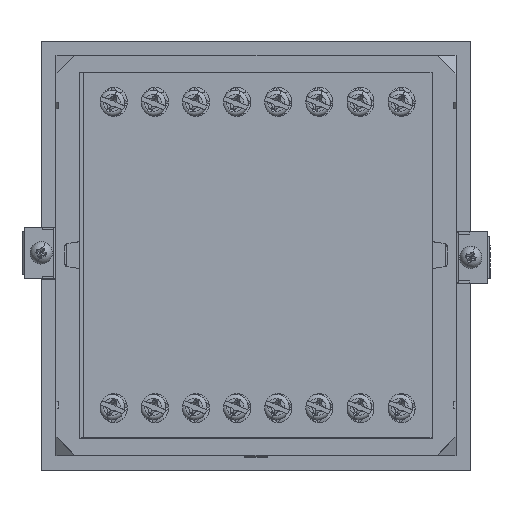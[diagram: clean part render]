
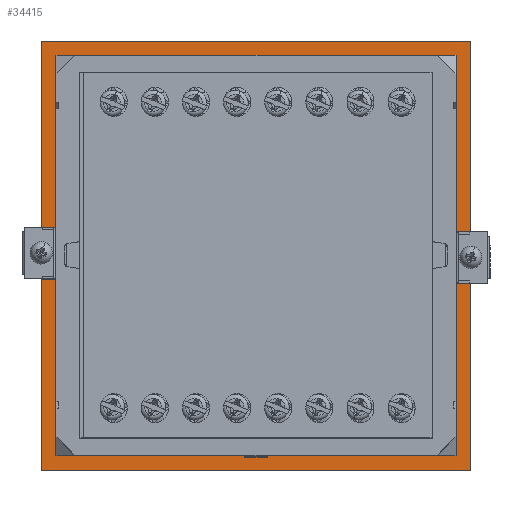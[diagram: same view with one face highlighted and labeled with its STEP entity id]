
A CAD part, top view. The second image highlights one B-rep face of the part: STEP entity #34415.
In plain terms, the highlighted planar face has unit normal (0, 0, 1).
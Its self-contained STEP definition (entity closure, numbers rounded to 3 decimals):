
#51 = EDGE_CURVE ( 'NONE', #44924, #5026, #38411, .T. ) ;
#1050 = CARTESIAN_POINT ( 'NONE',  ( 48., 48., -110. ) ) ;
#1451 = CARTESIAN_POINT ( 'NONE',  ( -48., -48., -110. ) ) ;
#1996 = VECTOR ( 'NONE', #11392, 1000. ) ;
#3715 = CARTESIAN_POINT ( 'NONE',  ( 44.75, 44.75, -110. ) ) ;
#5026 = VERTEX_POINT ( 'NONE', #1451 ) ;
#5484 = VECTOR ( 'NONE', #33940, 1000. ) ;
#6863 = ORIENTED_EDGE ( 'NONE', *, *, #38768, .F. ) ;
#7508 = ORIENTED_EDGE ( 'NONE', *, *, #35882, .F. ) ;
#8296 = ORIENTED_EDGE ( 'NONE', *, *, #29422, .F. ) ;
#8746 = VECTOR ( 'NONE', #37321, 1000. ) ;
#9039 = CARTESIAN_POINT ( 'NONE',  ( 48., -48., -110. ) ) ;
#9984 = LINE ( 'NONE', #32838, #8746 ) ;
#10076 = ORIENTED_EDGE ( 'NONE', *, *, #51, .F. ) ;
#10741 = CARTESIAN_POINT ( 'NONE',  ( 44.75, -44.75, -110. ) ) ;
#11392 = DIRECTION ( 'NONE',  ( 0., -1., 0. ) ) ;
#11456 = ORIENTED_EDGE ( 'NONE', *, *, #35208, .F. ) ;
#11851 = DIRECTION ( 'NONE',  ( -1., 0., 0. ) ) ;
#13277 = VERTEX_POINT ( 'NONE', #41235 ) ;
#13506 = VECTOR ( 'NONE', #41168, 1000. ) ;
#14846 = EDGE_CURVE ( 'NONE', #31428, #43501, #20170, .T. ) ;
#14969 = PLANE ( 'NONE',  #25681 ) ;
#16003 = CARTESIAN_POINT ( 'NONE',  ( -44.75, 44.75, -110. ) ) ;
#17139 = EDGE_CURVE ( 'NONE', #49667, #50833, #9984, .T. ) ;
#18938 = VECTOR ( 'NONE', #39308, 1000. ) ;
#19285 = CARTESIAN_POINT ( 'NONE',  ( 48., -48., -110. ) ) ;
#19314 = CARTESIAN_POINT ( 'NONE',  ( -44.75, -44.75, -110. ) ) ;
#19639 = FACE_OUTER_BOUND ( 'NONE', #24489, .T. ) ;
#20170 = LINE ( 'NONE', #16003, #33816 ) ;
#21635 = DIRECTION ( 'NONE',  ( 0., 1., 0. ) ) ;
#22717 = DIRECTION ( 'NONE',  ( 0., 0., 1. ) ) ;
#24489 = EDGE_LOOP ( 'NONE', ( #8296, #11456, #10076, #41825 ) ) ;
#25681 = AXIS2_PLACEMENT_3D ( 'NONE', #30542, #22717, #42917 ) ;
#27698 = FACE_BOUND ( 'NONE', #34066, .T. ) ;
#28324 = LINE ( 'NONE', #49041, #13506 ) ;
#28608 = VERTEX_POINT ( 'NONE', #1050 ) ;
#29422 = EDGE_CURVE ( 'NONE', #13277, #28608, #32619, .T. ) ;
#29500 = CARTESIAN_POINT ( 'NONE',  ( -44.75, 44.75, -110. ) ) ;
#30542 = CARTESIAN_POINT ( 'NONE',  ( -48., 48., -110. ) ) ;
#31428 = VERTEX_POINT ( 'NONE', #3715 ) ;
#32619 = LINE ( 'NONE', #35300, #18938 ) ;
#32838 = CARTESIAN_POINT ( 'NONE',  ( -44.75, -44.75, -110. ) ) ;
#33816 = VECTOR ( 'NONE', #11851, 1000. ) ;
#33940 = DIRECTION ( 'NONE',  ( 0., -1., 0. ) ) ;
#34066 = EDGE_LOOP ( 'NONE', ( #7508, #44367, #6863, #39501 ) ) ;
#34074 = VECTOR ( 'NONE', #40786, 1000. ) ;
#34415 = ADVANCED_FACE ( 'NONE', ( #27698, #19639 ), #14969, .T. ) ;
#35208 = EDGE_CURVE ( 'NONE', #5026, #13277, #28324, .T. ) ;
#35300 = CARTESIAN_POINT ( 'NONE',  ( 48., 48., -110. ) ) ;
#35882 = EDGE_CURVE ( 'NONE', #50833, #31428, #47547, .T. ) ;
#37321 = DIRECTION ( 'NONE',  ( 1., 0., 0. ) ) ;
#38411 = LINE ( 'NONE', #9039, #34074 ) ;
#38768 = EDGE_CURVE ( 'NONE', #43501, #49667, #49183, .T. ) ;
#39308 = DIRECTION ( 'NONE',  ( 1., 0., 0. ) ) ;
#39501 = ORIENTED_EDGE ( 'NONE', *, *, #14846, .F. ) ;
#40786 = DIRECTION ( 'NONE',  ( -1., 0., 0. ) ) ;
#41168 = DIRECTION ( 'NONE',  ( 0., 1., 0. ) ) ;
#41235 = CARTESIAN_POINT ( 'NONE',  ( -48., 48., -110. ) ) ;
#41825 = ORIENTED_EDGE ( 'NONE', *, *, #48943, .F. ) ;
#42917 = DIRECTION ( 'NONE',  ( 1., 0., 0. ) ) ;
#43501 = VERTEX_POINT ( 'NONE', #29500 ) ;
#44367 = ORIENTED_EDGE ( 'NONE', *, *, #17139, .F. ) ;
#44924 = VERTEX_POINT ( 'NONE', #19285 ) ;
#45474 = CARTESIAN_POINT ( 'NONE',  ( 44.75, 44.75, -110. ) ) ;
#47547 = LINE ( 'NONE', #45474, #50070 ) ;
#47674 = CARTESIAN_POINT ( 'NONE',  ( -44.75, 44.75, -110. ) ) ;
#48943 = EDGE_CURVE ( 'NONE', #28608, #44924, #50805, .T. ) ;
#49041 = CARTESIAN_POINT ( 'NONE',  ( -48., 48., -110. ) ) ;
#49183 = LINE ( 'NONE', #47674, #1996 ) ;
#49667 = VERTEX_POINT ( 'NONE', #19314 ) ;
#49983 = CARTESIAN_POINT ( 'NONE',  ( 48., -48., -110. ) ) ;
#50070 = VECTOR ( 'NONE', #21635, 1000. ) ;
#50805 = LINE ( 'NONE', #49983, #5484 ) ;
#50833 = VERTEX_POINT ( 'NONE', #10741 ) ;
